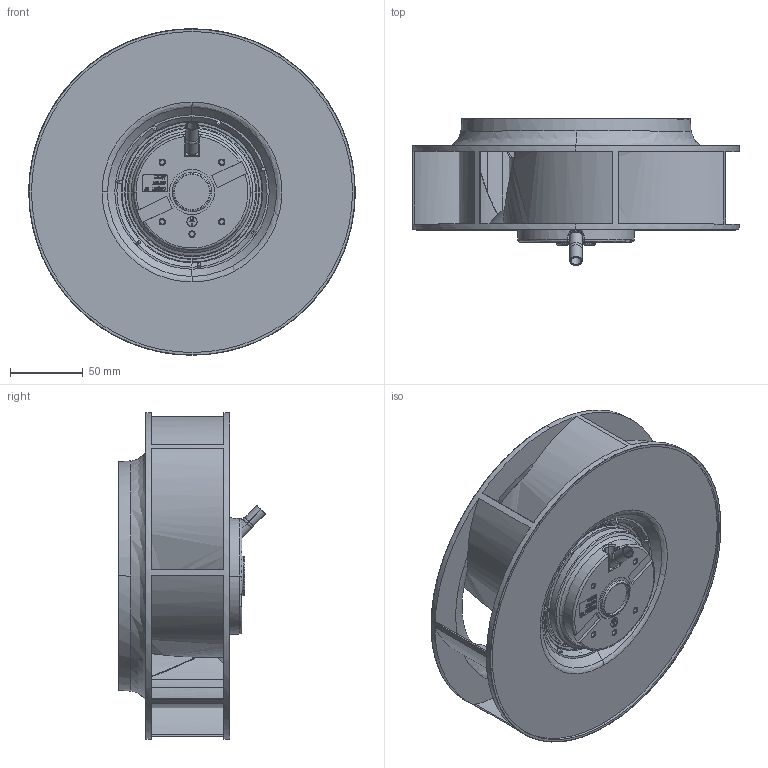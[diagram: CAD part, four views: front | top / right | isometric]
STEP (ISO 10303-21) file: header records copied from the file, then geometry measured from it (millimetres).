
FILE_DESCRIPTION (( 'STEP AP203' ), '1' );
FILE_NAME ('OAB22585_m2.stp', '2022-06-13T13:30:39', ( '' ), ( '' ), 'SwSTEP 2.0', 'SolidWorks 2018', '' );
FILE_SCHEMA (( 'CONFIG_CONTROL_DESIGN' ));
Products named in the file (1): OAB22585_m2
Bounding box: 225 x 101.09 x 225 mm (x, y, z)
Volume: 682378.8 mm3; surface area: 253894.8 mm2
Topology: 1 solids, 1 shells, 971 faces, 10139 edges, 9235 vertices
Faces by surface type: bspline 570, plane 384, torus 17
Entity records: 115026 total; most frequent: CARTESIAN_POINT 61245, ORIENTED_EDGE 20274, EDGE_CURVE 10137, VERTEX_POINT 9235, B_SPLINE_CURVE_WITH_KNOTS 7041, DIRECTION 1573, EDGE_LOOP 1052, FACE_OUTER_BOUND 971
